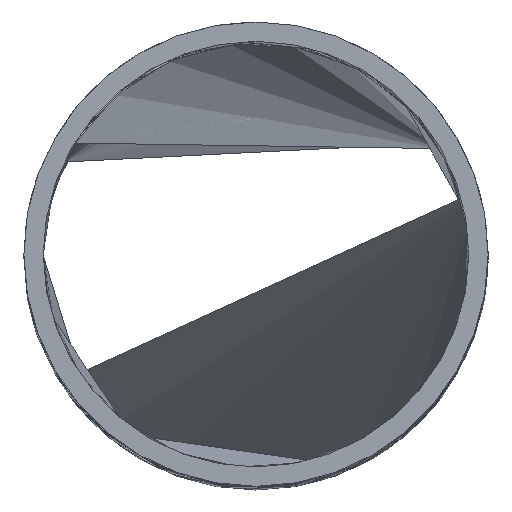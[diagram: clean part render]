
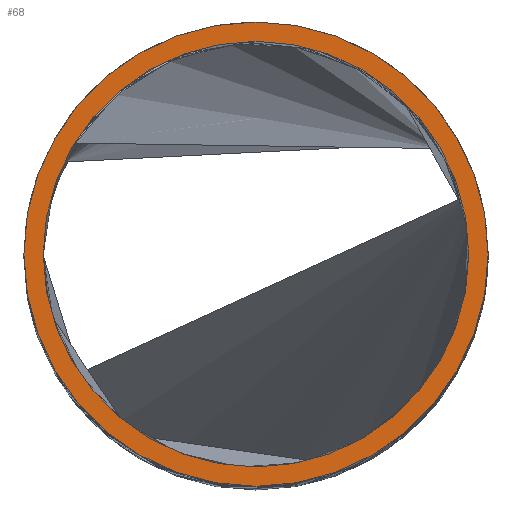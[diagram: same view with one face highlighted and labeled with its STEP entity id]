
A CAD part, top view. The second image highlights one B-rep face of the part: STEP entity #68.
In plain terms, the highlighted planar face has unit normal (0, 0, 1).
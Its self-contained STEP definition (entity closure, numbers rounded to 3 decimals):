
#68=ADVANCED_FACE('',(#1444,#1446),#1448,.T.);
#1444=FACE_BOUND('',#1445,.T.);
#1445=EDGE_LOOP('',(#1687));
#1446=FACE_BOUND('',#1447,.T.);
#1447=EDGE_LOOP('',(#1688));
#1448=PLANE('',#1449);
#1449=AXIS2_PLACEMENT_3D('',#1450,#1451,#1452);
#1450=CARTESIAN_POINT('',(0.,0.,110.));
#1451=DIRECTION('',(0.,0.,1.));
#1452=DIRECTION('',(1.,0.,0.));
#1687=ORIENTED_EDGE('',*,*,#1739,.T.);
#1688=ORIENTED_EDGE('',*,*,#1769,.T.);
#1739=EDGE_CURVE('',#1847,#1847,#1848,.T.);
#1769=EDGE_CURVE('',#1907,#1907,#1908,.F.);
#1847=VERTEX_POINT('',#2530);
#1848=CIRCLE('',#2531,12.);
#1907=VERTEX_POINT('',#3140);
#1908=CIRCLE('',#3141,11.);
#2530=CARTESIAN_POINT('',(-12.,0.,110.));
#2531=AXIS2_PLACEMENT_3D('',#2532,#2533,#2534);
#2532=CARTESIAN_POINT('',(0.,0.,110.));
#2533=DIRECTION('',(0.,0.,1.));
#2534=DIRECTION('',(1.,0.,0.));
#3140=CARTESIAN_POINT('',(-11.,0.,110.));
#3141=AXIS2_PLACEMENT_3D('',#3142,#3143,#3144);
#3142=CARTESIAN_POINT('',(0.,0.,110.));
#3143=DIRECTION('',(0.,0.,1.));
#3144=DIRECTION('',(1.,0.,0.));
